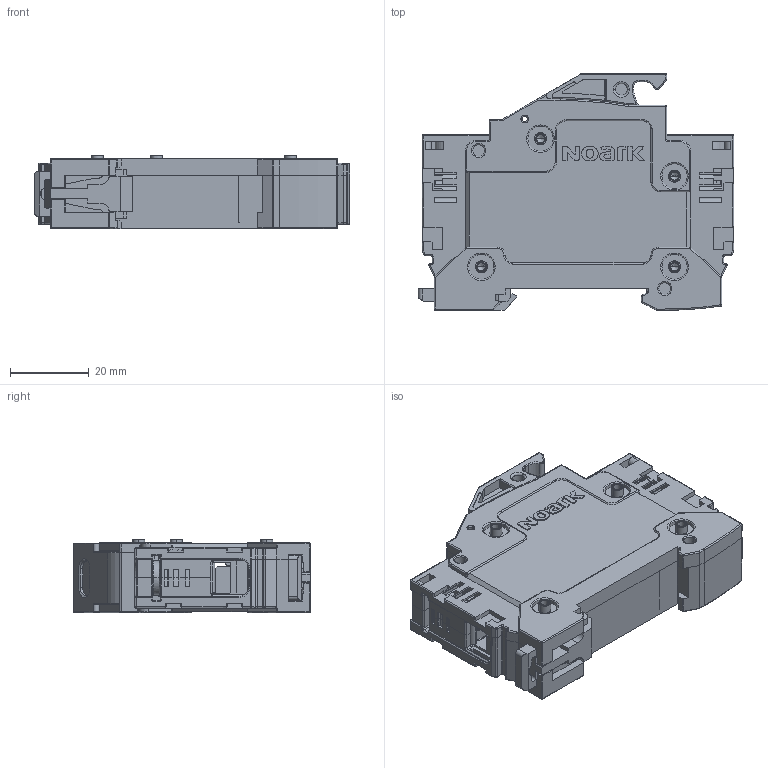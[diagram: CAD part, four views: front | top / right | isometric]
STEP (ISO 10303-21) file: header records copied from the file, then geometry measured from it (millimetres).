
FILE_DESCRIPTION((''),'2;1');
FILE_NAME('F301P_ASM','2022-10-19T15:44:49',('dychenbin'),(''),'CREO PARAMETRIC BY PTC INC, 2020044','CREO PARAMETRIC BY PTC INC, 2020044','');
FILE_SCHEMA(('CONFIG_CONTROL_DESIGN','SHAPE_APPEARANCE_LAYERS_GROUPS'));
Products named in the file (15): 8022RT1601; 8315RT1601; 8100RT1601; 8320F0101001; 8315RT1603; 8557RT1601; 8325RT1601; 5557RT1601_ASM; 8145RT1601; 8574TJ1601; 8900TJ1606; 5558RT1601_ASM; 8967RT16011; 8271RT1601; F301P_ASM
Assembly tree (18 placements, depth 4):
  F301P_ASM
    8022RT1601
    8315RT1601
    8100RT1601
    8320F0101001
    8315RT1603
    5558RT1601_ASM  x2
      5557RT1601_ASM
        8557RT1601
        8325RT1601
      8145RT1601
      8574TJ1601
      8900TJ1606
    8967RT16011  x4
    8271RT1601
Bounding box: 80 x 60 x 18.7 mm (x, y, z)
Volume: 20889.7 mm3; surface area: 35304 mm2
Topology: 20 solids, 28 shells, 3175 faces, 7883 edges, 4792 vertices
Faces by surface type: plane 2005, cylinder 759, torus 174, sphere 90, extrusion 62, cone 46, bspline 39
Entity records: 123433 total; most frequent: CARTESIAN_POINT 19808, ORIENTED_EDGE 14260, DIRECTION 14198, PRESENTATION_STYLE_ASSIGNMENT 9024, STYLED_ITEM 8925, EDGE_CURVE 7136, CURVE_STYLE 7116, VECTOR 5186
